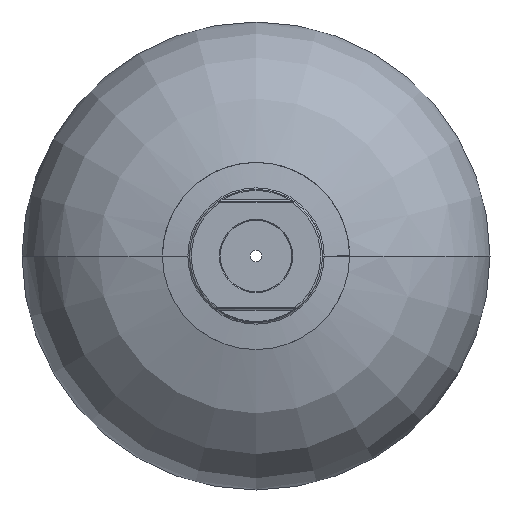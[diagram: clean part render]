
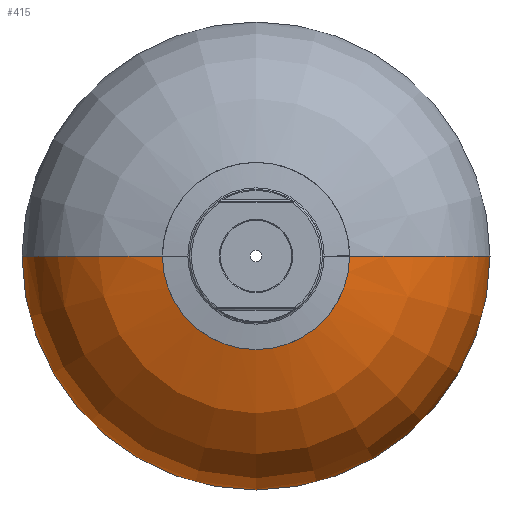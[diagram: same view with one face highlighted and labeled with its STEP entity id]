
A CAD part, front view. The second image highlights one B-rep face of the part: STEP entity #415.
In plain terms, the highlighted face is a revolution surface.
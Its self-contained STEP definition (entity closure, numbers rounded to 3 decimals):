
#64=CARTESIAN_POINT('Vertex',(-50.,-1.615,0.)) ;
#71=CARTESIAN_POINT('Vertex',(50.,-1.615,0.)) ;
#110=CARTESIAN_POINT('Vertex',(125.,73.012,0.)) ;
#117=CARTESIAN_POINT('Vertex',(-125.,73.012,0.)) ;
#329=CARTESIAN_POINT('Axis2P3D Location',(0.,73.012,0.)) ;
#342=CARTESIAN_POINT('Control Point',(50.,-1.615,0.)) ;
#343=CARTESIAN_POINT('Control Point',(58.608,-0.034,0.)) ;
#344=CARTESIAN_POINT('Control Point',(67.138,2.158,0.)) ;
#345=CARTESIAN_POINT('Control Point',(75.506,5.137,0.)) ;
#346=CARTESIAN_POINT('Control Point',(89.806,12.097,0.)) ;
#347=CARTESIAN_POINT('Control Point',(102.223,22.079,0.)) ;
#348=CARTESIAN_POINT('Control Point',(107.204,27.067,0.)) ;
#349=CARTESIAN_POINT('Control Point',(113.929,35.624,0.)) ;
#350=CARTESIAN_POINT('Control Point',(118.899,45.264,0.)) ;
#351=CARTESIAN_POINT('Control Point',(120.405,48.761,0.)) ;
#352=CARTESIAN_POINT('Control Point',(122.38,54.391,0.)) ;
#353=CARTESIAN_POINT('Control Point',(123.712,60.202,0.)) ;
#354=CARTESIAN_POINT('Control Point',(124.112,62.338,0.)) ;
#355=CARTESIAN_POINT('Control Point',(124.616,65.721,0.)) ;
#356=CARTESIAN_POINT('Control Point',(124.894,69.141,0.)) ;
#357=CARTESIAN_POINT('Control Point',(124.965,70.43,0.)) ;
#358=CARTESIAN_POINT('Control Point',(125.,71.721,0.)) ;
#359=CARTESIAN_POINT('Control Point',(125.,73.012,0.)) ;
#360=CARTESIAN_POINT('Axis1P Location',(0.,-1.615,0.)) ;
#365=CARTESIAN_POINT('Control Point',(-50.,-1.615,0.)) ;
#366=CARTESIAN_POINT('Control Point',(-58.608,-0.034,0.)) ;
#367=CARTESIAN_POINT('Control Point',(-67.138,2.158,0.)) ;
#368=CARTESIAN_POINT('Control Point',(-75.506,5.137,0.)) ;
#369=CARTESIAN_POINT('Control Point',(-89.806,12.097,0.)) ;
#370=CARTESIAN_POINT('Control Point',(-102.223,22.079,0.)) ;
#371=CARTESIAN_POINT('Control Point',(-107.204,27.067,0.)) ;
#372=CARTESIAN_POINT('Control Point',(-113.929,35.624,0.)) ;
#373=CARTESIAN_POINT('Control Point',(-118.899,45.264,0.)) ;
#374=CARTESIAN_POINT('Control Point',(-120.405,48.761,0.)) ;
#375=CARTESIAN_POINT('Control Point',(-122.38,54.391,0.)) ;
#376=CARTESIAN_POINT('Control Point',(-123.712,60.202,0.)) ;
#377=CARTESIAN_POINT('Control Point',(-124.112,62.338,0.)) ;
#378=CARTESIAN_POINT('Control Point',(-124.616,65.721,0.)) ;
#379=CARTESIAN_POINT('Control Point',(-124.894,69.141,0.)) ;
#380=CARTESIAN_POINT('Control Point',(-124.965,70.43,0.)) ;
#381=CARTESIAN_POINT('Control Point',(-125.,71.721,0.)) ;
#382=CARTESIAN_POINT('Control Point',(-125.,73.012,0.)) ;
#384=CARTESIAN_POINT('Axis2P3D Location',(0.,-1.615,0.)) ;
#390=CARTESIAN_POINT('Control Point',(50.,-1.615,0.)) ;
#391=CARTESIAN_POINT('Control Point',(58.608,-0.034,0.)) ;
#392=CARTESIAN_POINT('Control Point',(67.138,2.158,0.)) ;
#393=CARTESIAN_POINT('Control Point',(75.506,5.137,0.)) ;
#394=CARTESIAN_POINT('Control Point',(89.806,12.097,0.)) ;
#395=CARTESIAN_POINT('Control Point',(102.223,22.079,0.)) ;
#396=CARTESIAN_POINT('Control Point',(107.204,27.067,0.)) ;
#397=CARTESIAN_POINT('Control Point',(113.929,35.624,0.)) ;
#398=CARTESIAN_POINT('Control Point',(118.899,45.264,0.)) ;
#399=CARTESIAN_POINT('Control Point',(120.405,48.761,0.)) ;
#400=CARTESIAN_POINT('Control Point',(122.38,54.391,0.)) ;
#401=CARTESIAN_POINT('Control Point',(123.712,60.202,0.)) ;
#402=CARTESIAN_POINT('Control Point',(124.112,62.338,0.)) ;
#403=CARTESIAN_POINT('Control Point',(124.616,65.721,0.)) ;
#404=CARTESIAN_POINT('Control Point',(124.894,69.141,0.)) ;
#405=CARTESIAN_POINT('Control Point',(124.965,70.43,0.)) ;
#406=CARTESIAN_POINT('Control Point',(125.,71.721,0.)) ;
#407=CARTESIAN_POINT('Control Point',(125.,73.012,0.)) ;
#330=DIRECTION('Axis2P3D Direction',(0.,1.,0.)) ;
#361=DIRECTION('Axis1P Direction',(0.,1.,0.)) ;
#385=DIRECTION('Axis2P3D Direction',(0.,1.,0.)) ;
#331=AXIS2_PLACEMENT_3D('Circle Axis2P3D',#329,#330,$) ;
#386=AXIS2_PLACEMENT_3D('Circle Axis2P3D',#384,#385,$) ;
#332=CIRCLE('generated circle',#331,125.) ;
#387=CIRCLE('generated circle',#386,50.) ;
#363=SURFACE_OF_REVOLUTION('Surface of Revolution',#341,#362) ;
#362=AXIS1_PLACEMENT('Revolution Surface Axis1P',#360,#361) ;
#333=EDGE_CURVE('',#111,#118,#332,.T.) ;
#383=EDGE_CURVE('',#65,#118,#364,.T.) ;
#388=EDGE_CURVE('',#65,#72,#387,.F.) ;
#408=EDGE_CURVE('',#72,#111,#389,.T.) ;
#410=ORIENTED_EDGE('',*,*,#383,.F.) ;
#411=ORIENTED_EDGE('',*,*,#388,.T.) ;
#412=ORIENTED_EDGE('',*,*,#408,.T.) ;
#413=ORIENTED_EDGE('',*,*,#333,.T.) ;
#409=EDGE_LOOP('',(#410,#411,#412,#413)) ;
#65=VERTEX_POINT('',#64) ;
#72=VERTEX_POINT('',#71) ;
#111=VERTEX_POINT('',#110) ;
#118=VERTEX_POINT('',#117) ;
#415=ADVANCED_FACE('Join.15',(#414),#363,.F.) ;
#341=B_SPLINE_CURVE_WITH_KNOTS('',5,(#342,#343,#344,#345,#346,#347,#348,#349,#350,#351,#352,#353,#354,#355,#356,#357,#358,#359),.UNSPECIFIED.,.F.,.U.,(6,3,3,3,3,6),(500040.208,500101.111,500148.943,500174.929,500189.491,500198.223),.UNSPECIFIED.) ;
#364=B_SPLINE_CURVE_WITH_KNOTS('',5,(#365,#366,#367,#368,#369,#370,#371,#372,#373,#374,#375,#376,#377,#378,#379,#380,#381,#382),.UNSPECIFIED.,.F.,.U.,(6,3,3,3,3,6),(500040.208,500101.111,500148.943,500174.929,500189.491,500198.223),.UNSPECIFIED.) ;
#389=B_SPLINE_CURVE_WITH_KNOTS('',5,(#390,#391,#392,#393,#394,#395,#396,#397,#398,#399,#400,#401,#402,#403,#404,#405,#406,#407),.UNSPECIFIED.,.F.,.U.,(6,3,3,3,3,6),(500040.208,500101.111,500148.943,500174.929,500189.491,500198.223),.UNSPECIFIED.) ;
#414=FACE_OUTER_BOUND('',#409,.T.) ;
